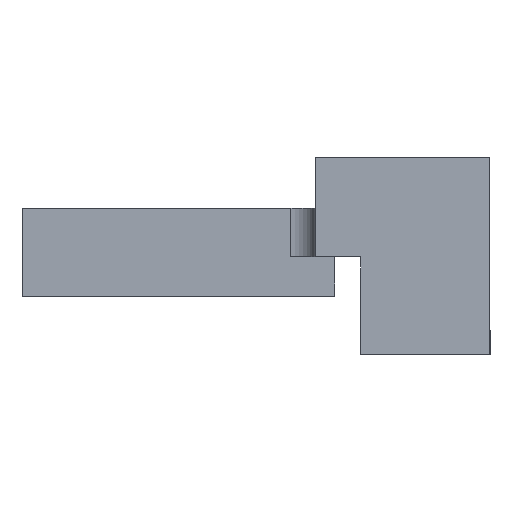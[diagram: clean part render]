
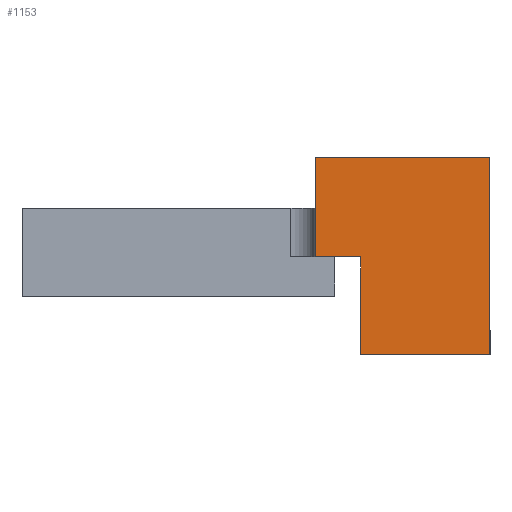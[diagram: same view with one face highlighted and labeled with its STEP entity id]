
A CAD part, left-side view. The second image highlights one B-rep face of the part: STEP entity #1153.
In plain terms, the highlighted planar face has unit normal (-1, 0, 0).
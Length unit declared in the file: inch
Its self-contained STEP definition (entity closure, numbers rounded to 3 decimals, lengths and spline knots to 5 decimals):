
#21=LINE('',#1730,#123);
#37=LINE('',#1780,#139);
#46=LINE('',#1802,#148);
#47=LINE('',#1803,#149);
#48=LINE('',#1805,#150);
#49=LINE('',#1806,#151);
#123=VECTOR('',#1375,0.3937);
#139=VECTOR('',#1413,0.3937);
#148=VECTOR('',#1432,0.3937);
#149=VECTOR('',#1433,0.3937);
#150=VECTOR('',#1434,0.3937);
#151=VECTOR('',#1435,0.3937);
#225=PLANE('',#1246);
#309=FACE_OUTER_BOUND('',#385,.T.);
#385=EDGE_LOOP('',(#853,#854,#855,#856,#857,#858));
#543=VERTEX_POINT('',#1727);
#544=VERTEX_POINT('',#1729);
#564=VERTEX_POINT('',#1773);
#567=VERTEX_POINT('',#1778);
#575=VERTEX_POINT('',#1801);
#576=VERTEX_POINT('',#1804);
#657=EDGE_CURVE('',#543,#544,#21,.T.);
#681=EDGE_CURVE('',#567,#564,#37,.T.);
#691=EDGE_CURVE('',#575,#567,#46,.T.);
#692=EDGE_CURVE('',#575,#544,#47,.T.);
#693=EDGE_CURVE('',#576,#543,#48,.T.);
#694=EDGE_CURVE('',#576,#564,#49,.T.);
#853=ORIENTED_EDGE('',*,*,#681,.F.);
#854=ORIENTED_EDGE('',*,*,#691,.F.);
#855=ORIENTED_EDGE('',*,*,#692,.T.);
#856=ORIENTED_EDGE('',*,*,#657,.F.);
#857=ORIENTED_EDGE('',*,*,#693,.F.);
#858=ORIENTED_EDGE('',*,*,#694,.T.);
#1153=ADVANCED_FACE('',(#309),#225,.T.);
#1246=AXIS2_PLACEMENT_3D('',#1800,#1430,#1431);
#1375=DIRECTION('',(0.,-1.,0.));
#1413=DIRECTION('',(0.,0.,1.));
#1430=DIRECTION('center_axis',(-1.,0.,0.));
#1431=DIRECTION('ref_axis',(0.,-1.,0.));
#1432=DIRECTION('',(0.,1.,0.));
#1433=DIRECTION('',(0.,0.,1.));
#1434=DIRECTION('',(0.,0.,1.));
#1435=DIRECTION('',(0.,-1.,0.));
#1727=CARTESIAN_POINT('',(-2.33,0.5625,0.38437));
#1729=CARTESIAN_POINT('',(-2.33,-0.33,0.38437));
#1730=CARTESIAN_POINT('',(-2.33,0.5625,0.38437));
#1773=CARTESIAN_POINT('',(-2.33,0.33,-0.125));
#1778=CARTESIAN_POINT('',(-2.33,0.33,-0.625));
#1780=CARTESIAN_POINT('',(-2.33,0.33,-0.625));
#1800=CARTESIAN_POINT('Origin',(-2.33,0.33,-0.625));
#1801=CARTESIAN_POINT('',(-2.33,-0.33,-0.625));
#1802=CARTESIAN_POINT('',(-2.33,-0.33,-0.625));
#1803=CARTESIAN_POINT('',(-2.33,-0.33,-0.625));
#1804=CARTESIAN_POINT('',(-2.33,0.5625,-0.125));
#1805=CARTESIAN_POINT('',(-2.33,0.5625,0.375));
#1806=CARTESIAN_POINT('',(-2.33,0.5625,-0.125));
